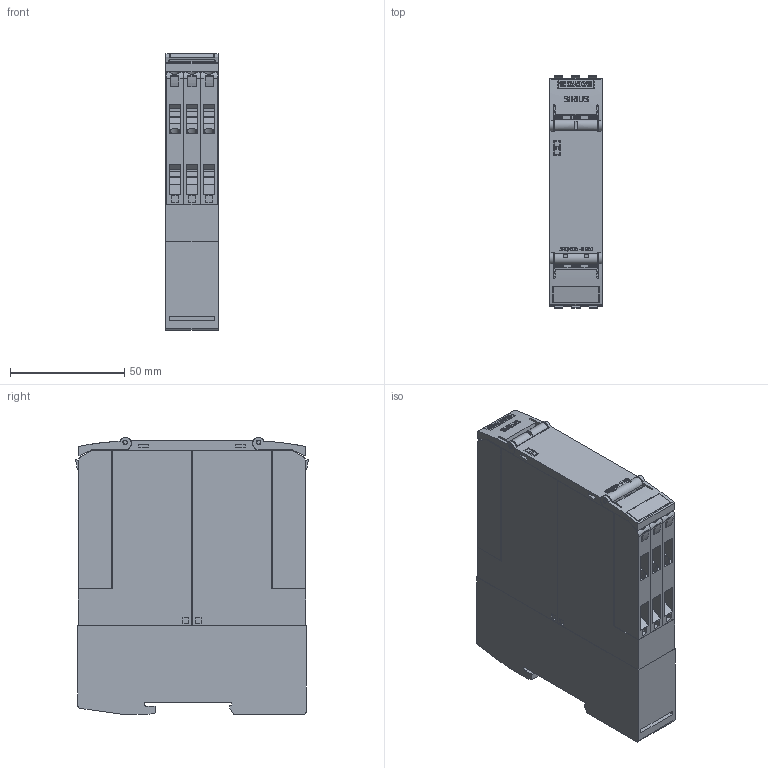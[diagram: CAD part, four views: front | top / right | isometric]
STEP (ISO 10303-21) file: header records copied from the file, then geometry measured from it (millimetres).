
FILE_DESCRIPTION(('STEP AP214'),'1');
FILE_NAME('cctmp_24BCEA8D-74E1-4F19-82F6-10CAAAE5FC69_2023_07_21_09_55_33_0174..stp','2023-07-21T07:55:35',('SIEMENS A&D'),('CADClick - www.CADClick.com'),'Spatial InterOp 3D postprocessed',' ','unknown authorization');
FILE_SCHEMA(('AUTOMOTIVE_DESIGN'));
Length unit declared in the file: millimetre
Products named in the file (1): 2023_07_21_09_55_33_0135
Bounding box: 22.8 x 101.9 x 121.42 mm (x, y, z)
Volume: 252732.1 mm3; surface area: 62314.6 mm2
Topology: 1 solids, 1 shells, 1652 faces, 4594 edges, 3048 vertices
Faces by surface type: plane 1331, cylinder 269, cone 36, torus 16
Entity records: 58480 total; most frequent: CARTESIAN_POINT 10507, ORIENTED_EDGE 9172, DIRECTION 8521, EDGE_CURVE 4586, LINE 3757, VECTOR 3757, VERTEX_POINT 3048, AXIS2_PLACEMENT_3D 2382
